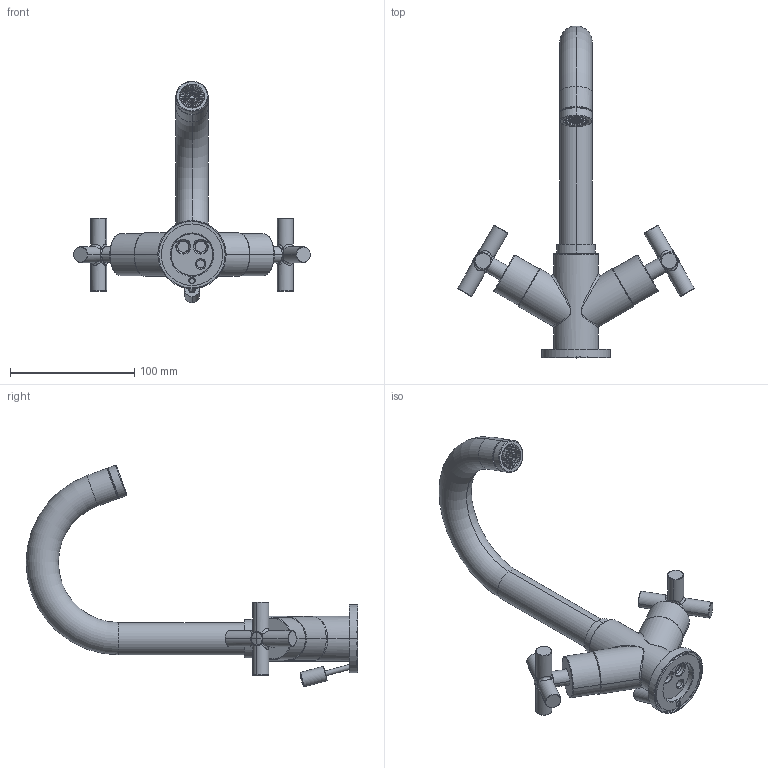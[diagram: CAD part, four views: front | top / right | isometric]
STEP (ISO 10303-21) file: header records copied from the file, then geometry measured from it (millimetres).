
FILE_DESCRIPTION(('CATIA V5 STEP Exchange','CAx-IF Rec.Pracs.--- Model Styling and Organization---1.5--- 2016-08-15','CAx-IF Rec.Pracs.---Supplemental Geometry---1.0---2011-11-01','CAx-IF Rec.Pracs.--- Composite Materials ---3.4---2017-06-13','CAx-IF Rec.Pracs.---Tessellated 3D Geometry---1.0---2015-12-17'),'2;1');
FILE_NAME('SU000510 x Rendering.stp','2024-01-31T14:54:16+00:00',('none'),('none'),'CATIA Version 5-6 Release 2020 SP2','CATIA V5 STEP AP242 v2','none');
FILE_SCHEMA(('AP242_MANAGED_MODEL_BASED_3D_ENGINEERING_MIM_LF {1 0 10303 442 1 1 4}'));
Length unit declared in the file: millimetre
Products named in the file (1): SU000510 x Rendering_AllCATPart
Bounding box: 190.7 x 267.34 x 178.54 mm (x, y, z)
Volume: 284445.8 mm3; surface area: 120287.2 mm2
Topology: 27 solids, 40 shells, 1395 faces, 4055 edges, 2725 vertices
Faces by surface type: plane 571, cylinder 476, torus 154, cone 140, bspline 40, sphere 14
Entity records: 51204 total; most frequent: CARTESIAN_POINT 18539, ORIENTED_EDGE 8034, DIRECTION 4656, EDGE_CURVE 4039, VERTEX_POINT 2722, AXIS2_PLACEMENT_3D 2210, VECTOR 1642, LINE 1642
